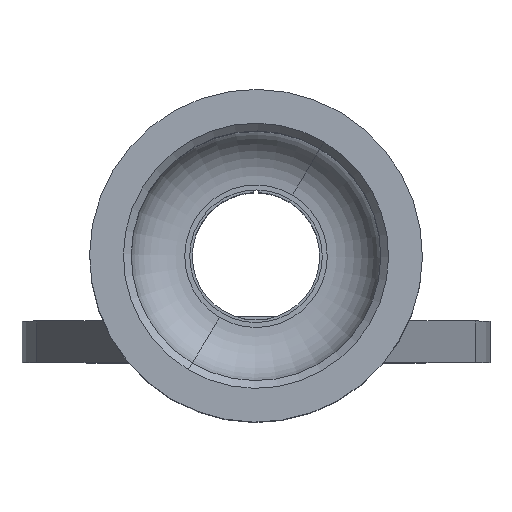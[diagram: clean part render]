
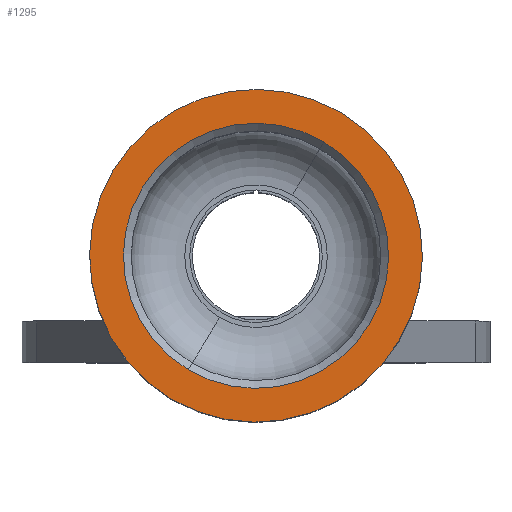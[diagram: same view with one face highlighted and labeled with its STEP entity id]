
A CAD part, top view. The second image highlights one B-rep face of the part: STEP entity #1295.
In plain terms, the highlighted face is planar.
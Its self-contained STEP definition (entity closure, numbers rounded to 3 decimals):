
#26 = CARTESIAN_POINT ( 'NONE',  ( 0., 0., -2.55 ) ) ;
#60 = ORIENTED_EDGE ( 'NONE', *, *, #1686, .F. ) ;
#116 = EDGE_CURVE ( 'NONE', #1133, #1195, #1573, .T. ) ;
#126 = ORIENTED_EDGE ( 'NONE', *, *, #807, .F. ) ;
#178 = PLANE ( 'NONE',  #958 ) ;
#225 = CARTESIAN_POINT ( 'NONE',  ( 0., 0., 2.55 ) ) ;
#320 = FACE_BOUND ( 'NONE', #717, .T. ) ;
#396 = DIRECTION ( 'NONE',  ( -1., 0., 0. ) ) ;
#438 = CIRCLE ( 'NONE', #742, 2.55 ) ;
#451 = DIRECTION ( 'NONE',  ( 0., 0., -1. ) ) ;
#469 = DIRECTION ( 'NONE',  ( -1., 0., 0. ) ) ;
#472 = DIRECTION ( 'NONE',  ( -1., 0., 0. ) ) ;
#507 = EDGE_LOOP ( 'NONE', ( #805, #976 ) ) ;
#555 = CARTESIAN_POINT ( 'NONE',  ( 0., 0., -3.2 ) ) ;
#570 = AXIS2_PLACEMENT_3D ( 'NONE', #1286, #469, #1028 ) ;
#575 = EDGE_CURVE ( 'NONE', #1195, #1133, #1265, .T. ) ;
#671 = FACE_OUTER_BOUND ( 'NONE', #507, .T. ) ;
#673 = AXIS2_PLACEMENT_3D ( 'NONE', #1675, #472, #1005 ) ;
#717 = EDGE_LOOP ( 'NONE', ( #126, #60 ) ) ;
#742 = AXIS2_PLACEMENT_3D ( 'NONE', #1102, #1656, #1382 ) ;
#805 = ORIENTED_EDGE ( 'NONE', *, *, #116, .T. ) ;
#807 = EDGE_CURVE ( 'NONE', #1383, #1158, #1322, .T. ) ;
#822 = AXIS2_PLACEMENT_3D ( 'NONE', #1605, #396, #1216 ) ;
#958 = AXIS2_PLACEMENT_3D ( 'NONE', #26, #1651, #451 ) ;
#976 = ORIENTED_EDGE ( 'NONE', *, *, #575, .T. ) ;
#1005 = DIRECTION ( 'NONE',  ( 0., 0., 1. ) ) ;
#1028 = DIRECTION ( 'NONE',  ( 0., 0., 1. ) ) ;
#1102 = CARTESIAN_POINT ( 'NONE',  ( 0., 0., 0. ) ) ;
#1133 = VERTEX_POINT ( 'NONE', #1708 ) ;
#1158 = VERTEX_POINT ( 'NONE', #1457 ) ;
#1195 = VERTEX_POINT ( 'NONE', #555 ) ;
#1216 = DIRECTION ( 'NONE',  ( 0., 0., 1. ) ) ;
#1265 = CIRCLE ( 'NONE', #822, 3.2 ) ;
#1286 = CARTESIAN_POINT ( 'NONE',  ( 0., 0., 0. ) ) ;
#1295 = ADVANCED_FACE ( 'NONE', ( #320, #671 ), #178, .F. ) ;
#1322 = CIRCLE ( 'NONE', #570, 2.55 ) ;
#1382 = DIRECTION ( 'NONE',  ( 0., 0., 1. ) ) ;
#1383 = VERTEX_POINT ( 'NONE', #225 ) ;
#1457 = CARTESIAN_POINT ( 'NONE',  ( 0., 0., -2.55 ) ) ;
#1573 = CIRCLE ( 'NONE', #673, 3.2 ) ;
#1605 = CARTESIAN_POINT ( 'NONE',  ( 0., 0., 0. ) ) ;
#1651 = DIRECTION ( 'NONE',  ( 1., 0., 0. ) ) ;
#1656 = DIRECTION ( 'NONE',  ( -1., 0., 0. ) ) ;
#1675 = CARTESIAN_POINT ( 'NONE',  ( 0., 0., 0. ) ) ;
#1686 = EDGE_CURVE ( 'NONE', #1158, #1383, #438, .T. ) ;
#1708 = CARTESIAN_POINT ( 'NONE',  ( 0., 0., 3.2 ) ) ;
